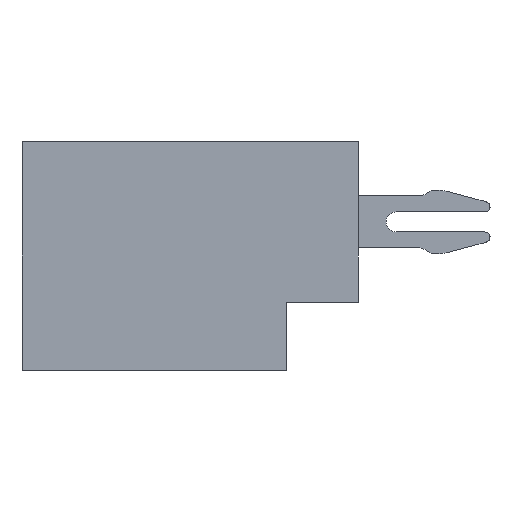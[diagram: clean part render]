
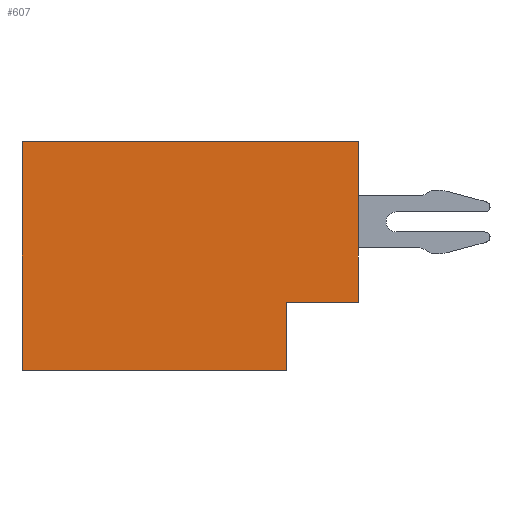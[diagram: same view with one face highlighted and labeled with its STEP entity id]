
A CAD part, left-side view. The second image highlights one B-rep face of the part: STEP entity #607.
In plain terms, the highlighted planar face has unit normal (-1, 0, 0).
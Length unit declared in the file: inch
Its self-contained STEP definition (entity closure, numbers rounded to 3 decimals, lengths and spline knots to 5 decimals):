
#607=ADVANCED_FACE('',(#1815),#1287,.T.);
#1287=PLANE('',#14717);
#1815=FACE_OUTER_BOUND('',#2552,.T.);
#2552=EDGE_LOOP('',(#3495,#3496,#3497,#3498,#3499,#3500));
#3495=ORIENTED_EDGE('',*,*,#9152,.T.);
#3496=ORIENTED_EDGE('',*,*,#9153,.T.);
#3497=ORIENTED_EDGE('',*,*,#9154,.F.);
#3498=ORIENTED_EDGE('',*,*,#9150,.T.);
#3499=ORIENTED_EDGE('',*,*,#9155,.F.);
#3500=ORIENTED_EDGE('',*,*,#9156,.T.);
#7735=VERTEX_POINT('',#19954);
#7736=VERTEX_POINT('',#19956);
#7737=VERTEX_POINT('',#19960);
#7738=VERTEX_POINT('',#19961);
#7739=VERTEX_POINT('',#19963);
#7740=VERTEX_POINT('',#19966);
#9150=EDGE_CURVE('',#7736,#7735,#11291,.T.);
#9152=EDGE_CURVE('',#7737,#7738,#11293,.T.);
#9153=EDGE_CURVE('',#7738,#7739,#11294,.T.);
#9154=EDGE_CURVE('',#7736,#7739,#11295,.T.);
#9155=EDGE_CURVE('',#7740,#7735,#11296,.T.);
#9156=EDGE_CURVE('',#7740,#7737,#11297,.T.);
#11291=LINE('',#19955,#13108);
#11293=LINE('',#19959,#13110);
#11294=LINE('',#19962,#13111);
#11295=LINE('',#19964,#13112);
#11296=LINE('',#19965,#13113);
#11297=LINE('',#19967,#13114);
#13108=VECTOR('',#15975,1.);
#13110=VECTOR('',#15979,1.);
#13111=VECTOR('',#15980,1.);
#13112=VECTOR('',#15981,1.);
#13113=VECTOR('',#15982,1.);
#13114=VECTOR('',#15983,1.);
#14717=AXIS2_PLACEMENT_3D('',#19968,#15984,#15985);
#15975=DIRECTION('',(0.,-1.,0.));
#15979=DIRECTION('',(0.,0.,1.));
#15980=DIRECTION('',(0.,1.,0.));
#15981=DIRECTION('',(0.,0.,1.));
#15982=DIRECTION('',(0.,0.,-1.));
#15983=DIRECTION('',(0.,-1.,0.));
#15984=DIRECTION('',(-1.,0.,0.));
#15985=DIRECTION('',(0.,0.,1.));
#19954=CARTESIAN_POINT('',(-0.33031,0.07087,-0.14567));
#19955=CARTESIAN_POINT('',(-0.33031,0.33071,-0.14567));
#19956=CARTESIAN_POINT('',(-0.33031,0.33071,-0.14567));
#19959=CARTESIAN_POINT('',(-0.33031,0.,-0.07874));
#19960=CARTESIAN_POINT('',(-0.33031,0.,-0.07874));
#19961=CARTESIAN_POINT('',(-0.33031,0.,0.07874));
#19962=CARTESIAN_POINT('',(-0.33031,0.,0.07874));
#19963=CARTESIAN_POINT('',(-0.33031,0.33071,0.07874));
#19964=CARTESIAN_POINT('',(-0.33031,0.33071,-0.14567));
#19965=CARTESIAN_POINT('',(-0.33031,0.07087,-0.07874));
#19966=CARTESIAN_POINT('',(-0.33031,0.07087,-0.07874));
#19967=CARTESIAN_POINT('',(-0.33031,0.07087,-0.07874));
#19968=CARTESIAN_POINT('',(-0.33031,0.,-0.07874));
